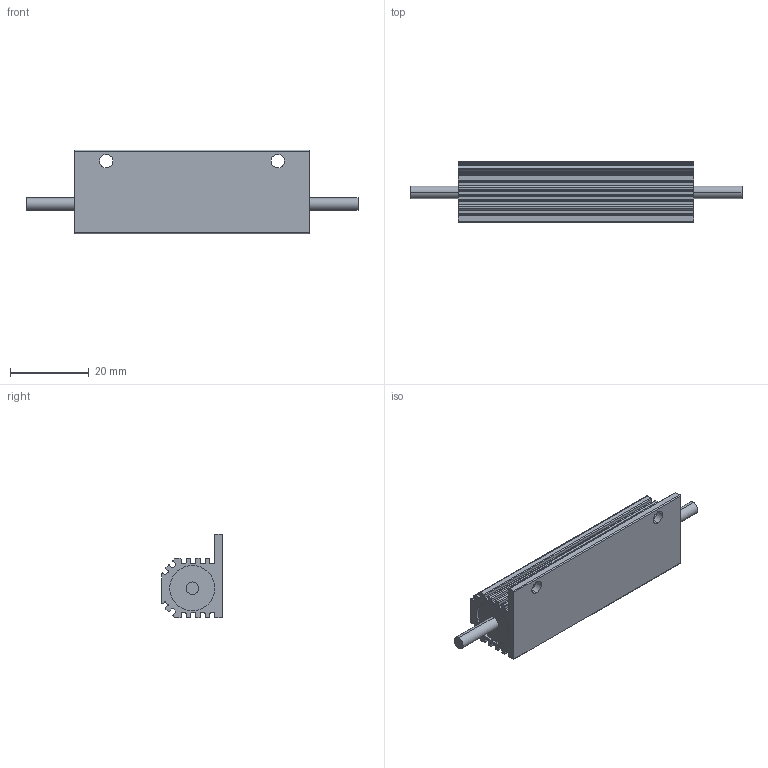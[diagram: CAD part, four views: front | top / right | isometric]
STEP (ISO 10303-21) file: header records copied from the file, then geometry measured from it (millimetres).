
FILE_DESCRIPTION (( 'STEP AP214' ), '1' );
FILE_NAME ('100W Power resistor.STEP', '2019-06-13T04:10:48', ( '' ), ( '' ), 'SwSTEP 2.0', 'SolidWorks 2018', '' );
FILE_SCHEMA (( 'AUTOMOTIVE_DESIGN' ));
Length unit declared in the file: inch
Products named in the file (1): 100W Power resistor
Bounding box: 84.07 x 15.41 x 21.21 mm (x, y, z)
Volume: 12767.3 mm3; surface area: 6286.2 mm2
Topology: 1 solids, 1 shells, 126 faces, 360 edges, 240 vertices
Faces by surface type: cylinder 68, plane 58
Entity records: 4364 total; most frequent: DIRECTION 750, CARTESIAN_POINT 727, ORIENTED_EDGE 720, EDGE_CURVE 360, AXIS2_PLACEMENT_3D 263, VERTEX_POINT 240, LINE 224, VECTOR 224
